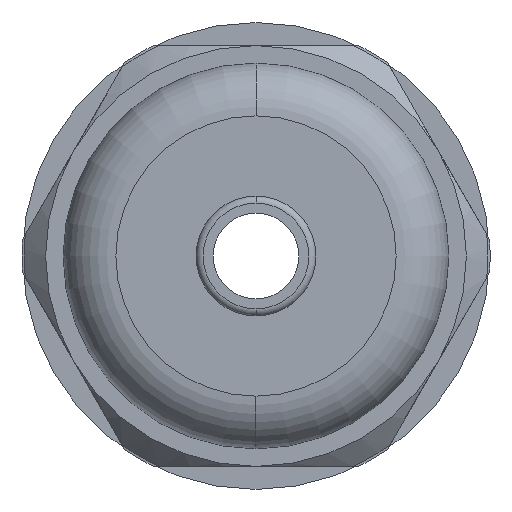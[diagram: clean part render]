
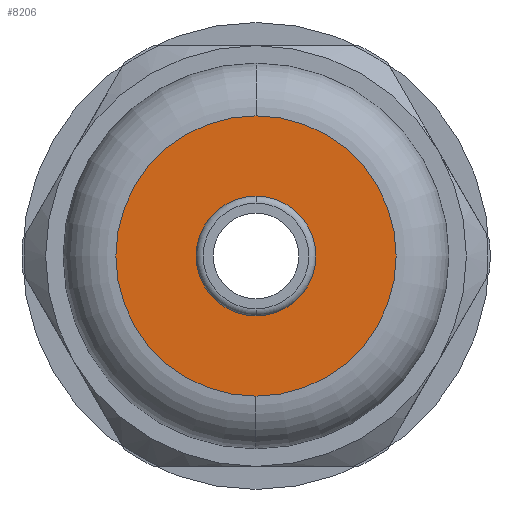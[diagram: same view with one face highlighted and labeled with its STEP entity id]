
A CAD part, left-side view. The second image highlights one B-rep face of the part: STEP entity #8206.
In plain terms, the highlighted planar face has unit normal (-1, 0, 0).
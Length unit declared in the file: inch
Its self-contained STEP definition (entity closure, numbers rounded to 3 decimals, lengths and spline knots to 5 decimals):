
#165 = EDGE_CURVE ( 'NONE', #3631, #5685, #9140, .T. ) ;
#265 = CIRCLE ( 'NONE', #6600, 0.19653 ) ;
#297 = AXIS2_PLACEMENT_3D ( 'NONE', #5596, #583, #6454 ) ;
#583 = DIRECTION ( 'NONE',  ( 1., 0., 0. ) ) ;
#609 = ORIENTED_EDGE ( 'NONE', *, *, #9894, .T. ) ;
#1014 = CARTESIAN_POINT ( 'NONE',  ( -1.14, 0., 0.084 ) ) ;
#1297 = DIRECTION ( 'NONE',  ( 0., 0., 1. ) ) ;
#1598 = CARTESIAN_POINT ( 'NONE',  ( -1.14, 0., 0. ) ) ;
#2316 = ORIENTED_EDGE ( 'NONE', *, *, #165, .T. ) ;
#2446 = DIRECTION ( 'NONE',  ( 0., 0., 1. ) ) ;
#2994 = DIRECTION ( 'NONE',  ( 1., 0., 0. ) ) ;
#3631 = VERTEX_POINT ( 'NONE', #1014 ) ;
#3669 = CIRCLE ( 'NONE', #8058, 0.19653 ) ;
#3783 = PLANE ( 'NONE',  #10025 ) ;
#3886 = ORIENTED_EDGE ( 'NONE', *, *, #7468, .T. ) ;
#4041 = DIRECTION ( 'NONE',  ( -1., 0., 0. ) ) ;
#5102 = CIRCLE ( 'NONE', #9767, 0.084 ) ;
#5596 = CARTESIAN_POINT ( 'NONE',  ( -1.14, 0., 0. ) ) ;
#5685 = VERTEX_POINT ( 'NONE', #10376 ) ;
#6247 = EDGE_LOOP ( 'NONE', ( #3886, #609 ) ) ;
#6320 = DIRECTION ( 'NONE',  ( -1., 0., 0. ) ) ;
#6454 = DIRECTION ( 'NONE',  ( 0., 0., -1. ) ) ;
#6494 = EDGE_LOOP ( 'NONE', ( #7404, #2316 ) ) ;
#6600 = AXIS2_PLACEMENT_3D ( 'NONE', #1598, #7479, #2446 ) ;
#6718 = CARTESIAN_POINT ( 'NONE',  ( -1.14, 0., 0.19653 ) ) ;
#7404 = ORIENTED_EDGE ( 'NONE', *, *, #10655, .T. ) ;
#7468 = EDGE_CURVE ( 'NONE', #8509, #9176, #3669, .T. ) ;
#7479 = DIRECTION ( 'NONE',  ( -1., 0., 0. ) ) ;
#7741 = FACE_OUTER_BOUND ( 'NONE', #6247, .T. ) ;
#7973 = CARTESIAN_POINT ( 'NONE',  ( -1.14, 0.27053, 0. ) ) ;
#8011 = FACE_BOUND ( 'NONE', #6494, .T. ) ;
#8028 = CARTESIAN_POINT ( 'NONE',  ( -1.14, 0., 0. ) ) ;
#8058 = AXIS2_PLACEMENT_3D ( 'NONE', #9078, #4041, #9905 ) ;
#8206 = ADVANCED_FACE ( 'NONE', ( #7741, #8011 ), #3783, .T. ) ;
#8509 = VERTEX_POINT ( 'NONE', #6718 ) ;
#8873 = DIRECTION ( 'NONE',  ( 0., 0., -1. ) ) ;
#9078 = CARTESIAN_POINT ( 'NONE',  ( -1.14, 0., 0. ) ) ;
#9140 = CIRCLE ( 'NONE', #297, 0.084 ) ;
#9176 = VERTEX_POINT ( 'NONE', #10138 ) ;
#9767 = AXIS2_PLACEMENT_3D ( 'NONE', #8028, #2994, #8873 ) ;
#9894 = EDGE_CURVE ( 'NONE', #9176, #8509, #265, .T. ) ;
#9905 = DIRECTION ( 'NONE',  ( 0., 0., 1. ) ) ;
#10025 = AXIS2_PLACEMENT_3D ( 'NONE', #7973, #6320, #1297 ) ;
#10138 = CARTESIAN_POINT ( 'NONE',  ( -1.14, 0., -0.19653 ) ) ;
#10376 = CARTESIAN_POINT ( 'NONE',  ( -1.14, 0., -0.084 ) ) ;
#10655 = EDGE_CURVE ( 'NONE', #5685, #3631, #5102, .T. ) ;
